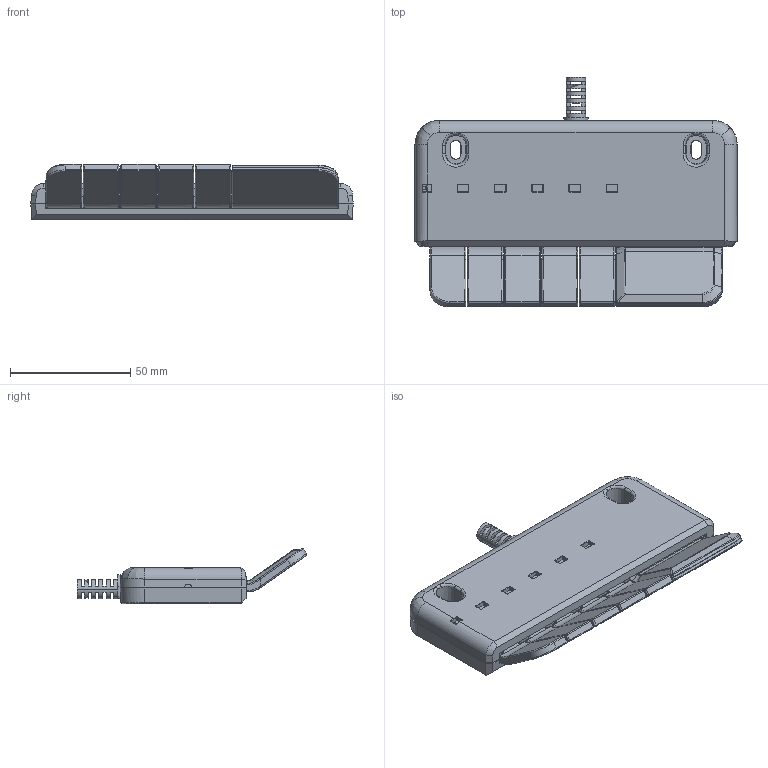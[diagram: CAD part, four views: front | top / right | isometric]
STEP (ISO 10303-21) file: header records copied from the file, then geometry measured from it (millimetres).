
FILE_DESCRIPTION((''),'2;1');
FILE_NAME('JCHT35K23_ASM','2020-01-07T09:45:34',('u'),('捷昌驱动'),'CREO PARAMETRIC BY PTC INC, 2018100','CREO PARAMETRIC BY PTC INC, 2018100','');
FILE_SCHEMA(('CONFIG_CONTROL_DESIGN'));
Length unit declared in the file: millimetre
Products named in the file (5): OLED1_30-1_1_3OLED10-1-SOLID1; M7KA10-1-SOLID1; NONE; JCHT35K2310_ASM; JCHT35K23_ASM
Assembly tree (4 placements, depth 3):
  JCHT35K23_ASM
    JCHT35K2310_ASM
      OLED1_30-1_1_3OLED10-1-SOLID1
      M7KA10-1-SOLID1
      NONE
Bounding box: 134 x 95.47 x 22.96 mm (x, y, z)
Volume: 105620.7 mm3; surface area: 54230 mm2
Topology: 3 solids, 7 shells, 1317 faces, 3578 edges, 2181 vertices
Faces by surface type: plane 695, cylinder 312, bspline 143, cone 82, sphere 48, torus 23, extrusion 12, revolution 2
Entity records: 49870 total; most frequent: CARTESIAN_POINT 17838, ORIENTED_EDGE 7058, DIRECTION 6040, EDGE_CURVE 3529, VECTOR 2334, LINE 2322, VERTEX_POINT 2181, AXIS2_PLACEMENT_3D 1852
